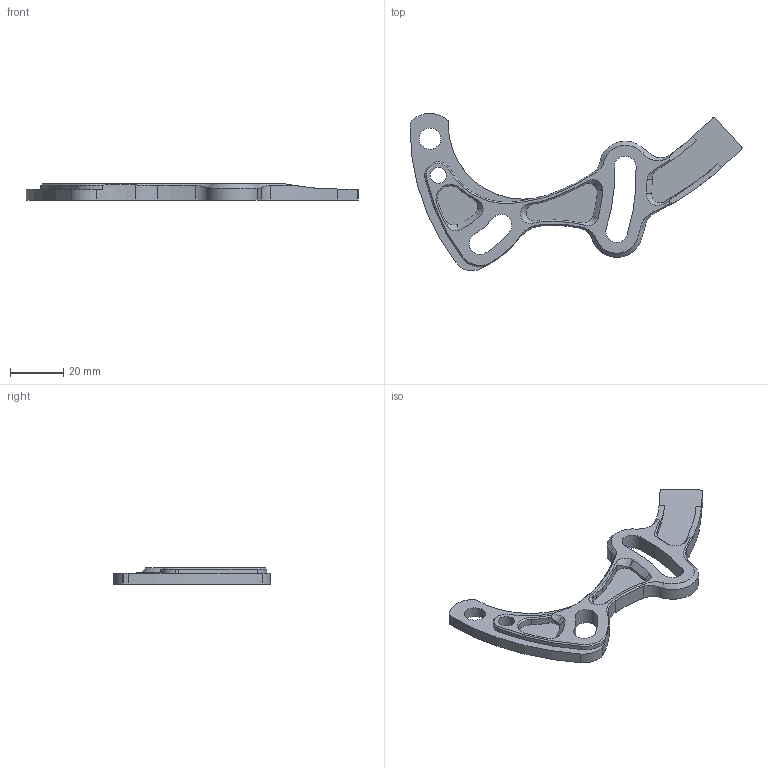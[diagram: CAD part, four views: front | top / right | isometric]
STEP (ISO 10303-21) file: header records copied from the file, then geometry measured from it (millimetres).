
FILE_DESCRIPTION (( 'STEP AP214' ), '1' );
FILE_NAME ('DSX030RBD.STEP', '2025-08-11T21:22:38', ( '' ), ( '' ), 'SwSTEP 2.0', 'SolidWorks 2023', '' );
FILE_SCHEMA (( 'AUTOMOTIVE_DESIGN' ));
Length unit declared in the file: inch
Products named in the file (1): DSX030RBD
Bounding box: 124.16 x 58.83 x 5.99 mm (x, y, z)
Volume: 12332 mm3; surface area: 8346.3 mm2
Topology: 1 solids, 1 shells, 124 faces, 346 edges, 226 vertices
Faces by surface type: cylinder 66, cone 38, plane 16, bspline 4
Entity records: 4292 total; most frequent: CARTESIAN_POINT 1055, ORIENTED_EDGE 692, DIRECTION 679, EDGE_CURVE 346, AXIS2_PLACEMENT_3D 273, VERTEX_POINT 226, CIRCLE 152, EDGE_LOOP 134
